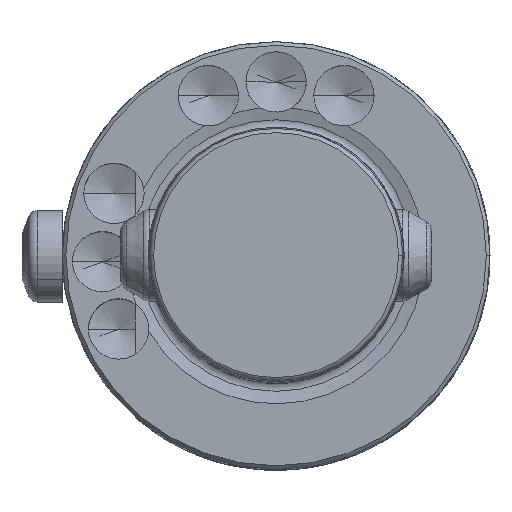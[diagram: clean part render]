
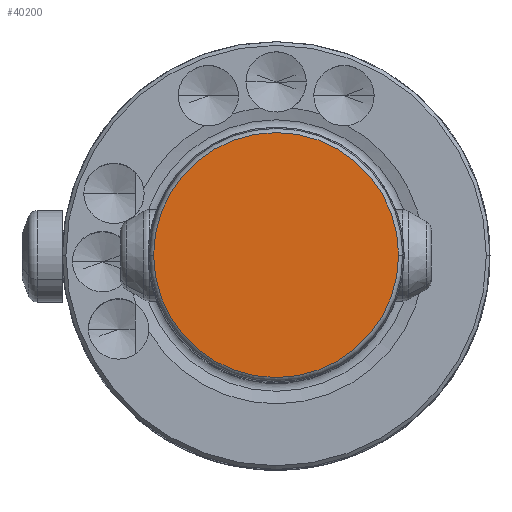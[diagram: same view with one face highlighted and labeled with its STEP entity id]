
A CAD part, top view. The second image highlights one B-rep face of the part: STEP entity #40200.
In plain terms, the highlighted planar face has unit normal (0, 0, 1).
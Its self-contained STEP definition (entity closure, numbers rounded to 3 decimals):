
#1239 = CARTESIAN_POINT ( 'NONE',  ( -6.7, 0., 16. ) ) ;
#7620 = VERTEX_POINT ( 'NONE', #63587 ) ;
#9382 = CIRCLE ( 'NONE', #47623, 6.7 ) ;
#12395 = ORIENTED_EDGE ( 'NONE', *, *, #30630, .F. ) ;
#13657 = DIRECTION ( 'NONE',  ( -1., 0., 0. ) ) ;
#15709 = CARTESIAN_POINT ( 'NONE',  ( 0., 0., 16. ) ) ;
#16087 = AXIS2_PLACEMENT_3D ( 'NONE', #38911, #59168, #13657 ) ;
#17789 = DIRECTION ( 'NONE',  ( 0., 0., -1. ) ) ;
#18653 = PLANE ( 'NONE',  #16087 ) ;
#26255 = AXIS2_PLACEMENT_3D ( 'NONE', #46775, #17789, #33731 ) ;
#30630 = EDGE_CURVE ( 'NONE', #44461, #7620, #59142, .T. ) ;
#31323 = DIRECTION ( 'NONE',  ( 0., 0., -1. ) ) ;
#33731 = DIRECTION ( 'NONE',  ( -1., 0., 0. ) ) ;
#35795 = EDGE_CURVE ( 'NONE', #7620, #44461, #9382, .T. ) ;
#35984 = DIRECTION ( 'NONE',  ( -1., 0., 0. ) ) ;
#38911 = CARTESIAN_POINT ( 'NONE',  ( 0., 3.75, 16. ) ) ;
#40200 = ADVANCED_FACE ( 'NONE', ( #64139 ), #18653, .F. ) ;
#42576 = EDGE_LOOP ( 'NONE', ( #12395, #64211 ) ) ;
#44461 = VERTEX_POINT ( 'NONE', #1239 ) ;
#46775 = CARTESIAN_POINT ( 'NONE',  ( 0., 0., 16. ) ) ;
#47623 = AXIS2_PLACEMENT_3D ( 'NONE', #15709, #31323, #35984 ) ;
#59142 = CIRCLE ( 'NONE', #26255, 6.7 ) ;
#59168 = DIRECTION ( 'NONE',  ( 0., 0., -1. ) ) ;
#63587 = CARTESIAN_POINT ( 'NONE',  ( 6.7, 0., 16. ) ) ;
#64139 = FACE_OUTER_BOUND ( 'NONE', #42576, .T. ) ;
#64211 = ORIENTED_EDGE ( 'NONE', *, *, #35795, .F. ) ;
